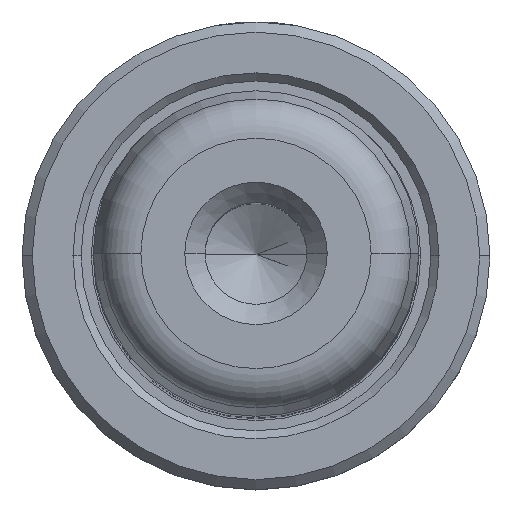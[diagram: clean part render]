
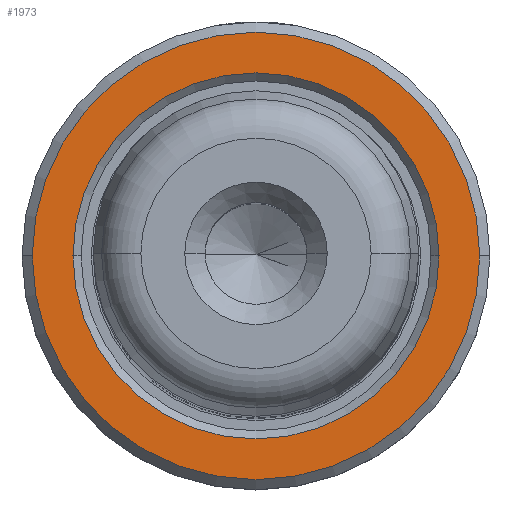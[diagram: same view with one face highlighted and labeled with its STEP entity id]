
A CAD part, top view. The second image highlights one B-rep face of the part: STEP entity #1973.
In plain terms, the highlighted planar face has unit normal (0, 0, 1).
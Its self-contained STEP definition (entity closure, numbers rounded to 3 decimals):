
#29 = AXIS2_PLACEMENT_3D ( 'NONE', #1394, #1392, #1389 ) ;
#101 = AXIS2_PLACEMENT_3D ( 'NONE', #1695, #1759, #1659 ) ;
#106 = CARTESIAN_POINT ( 'NONE',  ( 9., 0., 40. ) ) ;
#209 = EDGE_CURVE ( 'NONE', #636, #2285, #1218, .T. ) ;
#237 = CIRCLE ( 'NONE', #2324, 11. ) ;
#525 = ORIENTED_EDGE ( 'NONE', *, *, #1123, .T. ) ;
#636 = VERTEX_POINT ( 'NONE', #1688 ) ;
#823 = CIRCLE ( 'NONE', #29, 9. ) ;
#837 = AXIS2_PLACEMENT_3D ( 'NONE', #1269, #1262, #1245 ) ;
#858 = VERTEX_POINT ( 'NONE', #106 ) ;
#1021 = CARTESIAN_POINT ( 'NONE',  ( -11., 0., 40. ) ) ;
#1075 = ORIENTED_EDGE ( 'NONE', *, *, #1194, .T. ) ;
#1123 = EDGE_CURVE ( 'NONE', #2285, #636, #237, .T. ) ;
#1162 = CARTESIAN_POINT ( 'NONE',  ( -9., 0., 40. ) ) ;
#1194 = EDGE_CURVE ( 'NONE', #1381, #858, #1344, .T. ) ;
#1218 = CIRCLE ( 'NONE', #837, 11. ) ;
#1245 = DIRECTION ( 'NONE',  ( -1., 0., 0. ) ) ;
#1262 = DIRECTION ( 'NONE',  ( 0., 0., 1. ) ) ;
#1269 = CARTESIAN_POINT ( 'NONE',  ( 0., 0., 40. ) ) ;
#1271 = EDGE_CURVE ( 'NONE', #858, #1381, #823, .T. ) ;
#1289 = EDGE_LOOP ( 'NONE', ( #525, #1922 ) ) ;
#1321 = ORIENTED_EDGE ( 'NONE', *, *, #1271, .T. ) ;
#1344 = CIRCLE ( 'NONE', #1736, 9. ) ;
#1381 = VERTEX_POINT ( 'NONE', #1162 ) ;
#1389 = DIRECTION ( 'NONE',  ( -1., 0., 0. ) ) ;
#1392 = DIRECTION ( 'NONE',  ( 0., 0., -1. ) ) ;
#1394 = CARTESIAN_POINT ( 'NONE',  ( 0., 0., 40. ) ) ;
#1559 = DIRECTION ( 'NONE',  ( -1., 0., 0. ) ) ;
#1561 = DIRECTION ( 'NONE',  ( 0., 0., -1. ) ) ;
#1562 = CARTESIAN_POINT ( 'NONE',  ( 0., 0., 40. ) ) ;
#1659 = DIRECTION ( 'NONE',  ( -1., 0., 0. ) ) ;
#1664 = PLANE ( 'NONE',  #101 ) ;
#1688 = CARTESIAN_POINT ( 'NONE',  ( 11., 0., 40. ) ) ;
#1695 = CARTESIAN_POINT ( 'NONE',  ( 8., 0., 40. ) ) ;
#1713 = DIRECTION ( 'NONE',  ( -1., 0., 0. ) ) ;
#1717 = DIRECTION ( 'NONE',  ( 0., 0., 1. ) ) ;
#1720 = CARTESIAN_POINT ( 'NONE',  ( 0., 0., 40. ) ) ;
#1736 = AXIS2_PLACEMENT_3D ( 'NONE', #1562, #1561, #1559 ) ;
#1759 = DIRECTION ( 'NONE',  ( 0., 0., -1. ) ) ;
#1800 = EDGE_LOOP ( 'NONE', ( #1321, #1075 ) ) ;
#1922 = ORIENTED_EDGE ( 'NONE', *, *, #209, .T. ) ;
#1973 = ADVANCED_FACE ( 'NONE', ( #2326, #2274 ), #1664, .F. ) ;
#2274 = FACE_BOUND ( 'NONE', #1800, .T. ) ;
#2285 = VERTEX_POINT ( 'NONE', #1021 ) ;
#2324 = AXIS2_PLACEMENT_3D ( 'NONE', #1720, #1717, #1713 ) ;
#2326 = FACE_OUTER_BOUND ( 'NONE', #1289, .T. ) ;
